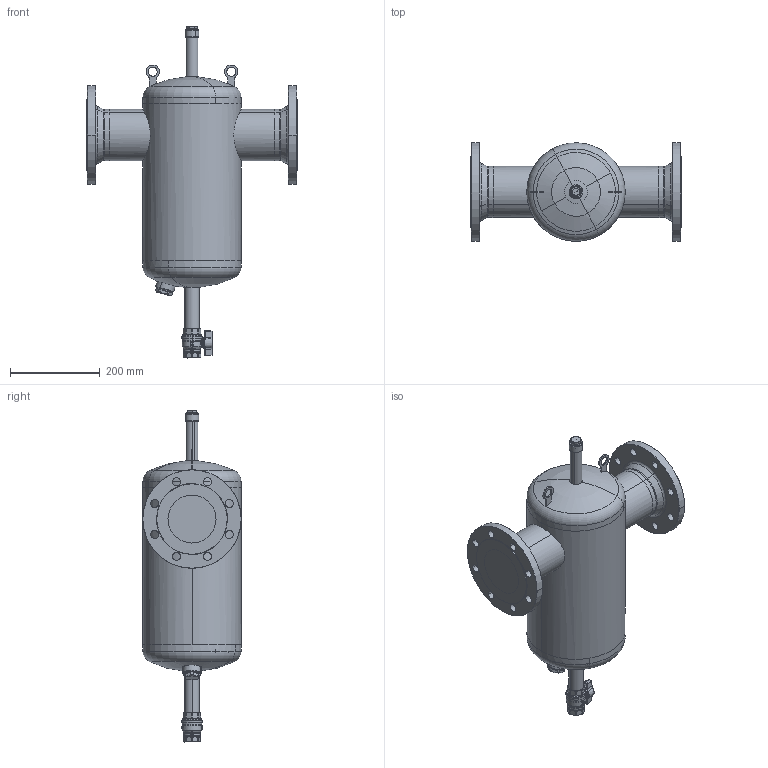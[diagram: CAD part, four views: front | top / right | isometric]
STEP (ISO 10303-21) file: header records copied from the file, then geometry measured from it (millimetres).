
FILE_DESCRIPTION(('CATIA V5 STEP Exchange','CAx-IF Rec.Pracs.--- Model Styling and Organization---1.4--- 2014-01-23','CAx-IF Rec.Pracs.---3D Tessellated Data Validation Properties---0.5---2014-09-14'),'2;1');
FILE_NAME('STEP_546510_-_TST.stp','2022-07-11T14:54:21+00:00',('none'),('none'),'CATIA Version 5-6 Release 2019 SP3','CATIA V5 STEP AP242 v1','none');
FILE_SCHEMA(('AP242_MANAGED_MODEL_BASED_3D_ENGINEERING_MIM_LF {1 0 10303 442 1 1 4}'));
Length unit declared in the file: millimetre
Products named in the file (1): 546510 - TST
Bounding box: 470 x 220 x 740 mm (x, y, z)
Volume: 20587178.8 mm3; surface area: 1509810.8 mm2
Topology: 15 solids, 23 shells, 1007 faces, 2618 edges, 1615 vertices
Faces by surface type: cylinder 302, plane 286, bspline 166, cone 142, torus 83, sphere 28
Entity records: 34154 total; most frequent: CARTESIAN_POINT 13748, ORIENTED_EDGE 5029, DIRECTION 2738, EDGE_CURVE 2596, VERTEX_POINT 1615, AXIS2_PLACEMENT_3D 1328, EDGE_LOOP 1081, ADVANCED_FACE 1007
